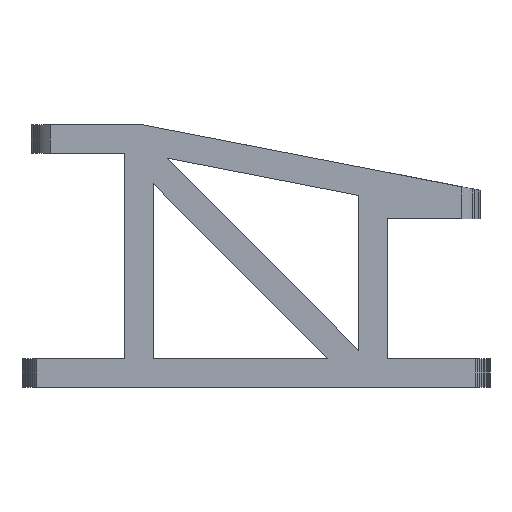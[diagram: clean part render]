
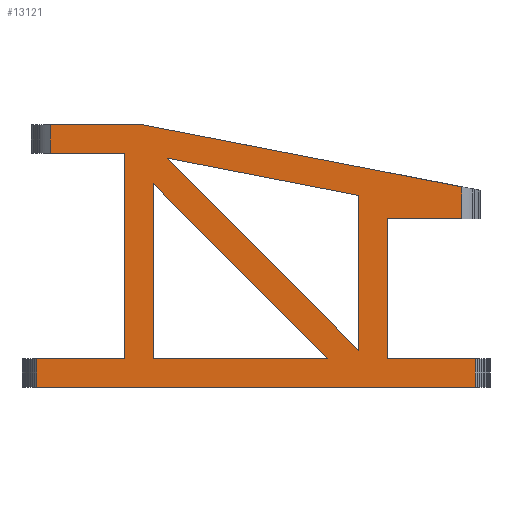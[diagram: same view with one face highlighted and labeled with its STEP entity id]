
A CAD part, front view. The second image highlights one B-rep face of the part: STEP entity #13121.
In plain terms, the highlighted free-form (B-spline) face has degree [3, 3] with [4, 4] control points.
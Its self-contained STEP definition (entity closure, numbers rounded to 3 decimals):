
#15=FACE_BOUND('',#1071,.T.);
#16=FACE_BOUND('',#1072,.T.);
#26=FACE_OUTER_BOUND('',#1070,.T.);
#1070=EDGE_LOOP('',(#7679,#7680,#7681,#7682,#7683,#7684,#7685,#7686,#7687,
#7688,#7689,#7690,#7691));
#1071=EDGE_LOOP('',(#7692,#7693,#7694));
#1072=EDGE_LOOP('',(#7695,#7696,#7697));
#2125=B_SPLINE_CURVE_WITH_KNOTS('',1,(#14206,#14207),.UNSPECIFIED.,.F.,
 .F.,(2,2),(0.,1.),.UNSPECIFIED.);
#2126=B_SPLINE_CURVE_WITH_KNOTS('',1,(#14209,#14210),.UNSPECIFIED.,.F.,
 .F.,(2,2),(0.,1.),.UNSPECIFIED.);
#2127=B_SPLINE_CURVE_WITH_KNOTS('',1,(#14212,#14213),.UNSPECIFIED.,.F.,
 .F.,(2,2),(0.,1.),.UNSPECIFIED.);
#2128=B_SPLINE_CURVE_WITH_KNOTS('',1,(#14215,#14216),.UNSPECIFIED.,.F.,
 .F.,(2,2),(0.,1.),.UNSPECIFIED.);
#2129=B_SPLINE_CURVE_WITH_KNOTS('',1,(#14218,#14219),.UNSPECIFIED.,.F.,
 .F.,(2,2),(0.,1.),.UNSPECIFIED.);
#2130=B_SPLINE_CURVE_WITH_KNOTS('',1,(#14221,#14222),.UNSPECIFIED.,.F.,
 .F.,(2,2),(0.,1.),.UNSPECIFIED.);
#2131=B_SPLINE_CURVE_WITH_KNOTS('',1,(#14224,#14225),.UNSPECIFIED.,.F.,
 .F.,(2,2),(0.,1.),.UNSPECIFIED.);
#2132=B_SPLINE_CURVE_WITH_KNOTS('',1,(#14227,#14228),.UNSPECIFIED.,.F.,
 .F.,(2,2),(0.,1.),.UNSPECIFIED.);
#2133=B_SPLINE_CURVE_WITH_KNOTS('',1,(#14230,#14231),.UNSPECIFIED.,.F.,
 .F.,(2,2),(0.,1.),.UNSPECIFIED.);
#2134=B_SPLINE_CURVE_WITH_KNOTS('',1,(#14233,#14234),.UNSPECIFIED.,.F.,
 .F.,(2,2),(0.,1.),.UNSPECIFIED.);
#2135=B_SPLINE_CURVE_WITH_KNOTS('',1,(#14236,#14237),.UNSPECIFIED.,.F.,
 .F.,(2,2),(0.,1.),.UNSPECIFIED.);
#2136=B_SPLINE_CURVE_WITH_KNOTS('',1,(#14239,#14240),.UNSPECIFIED.,.F.,
 .F.,(2,2),(0.,1.),.UNSPECIFIED.);
#2137=B_SPLINE_CURVE_WITH_KNOTS('',1,(#14241,#14242),.UNSPECIFIED.,.F.,
 .F.,(2,2),(0.,1.),.UNSPECIFIED.);
#2138=B_SPLINE_CURVE_WITH_KNOTS('',1,(#14245,#14246),.UNSPECIFIED.,.F.,
 .F.,(2,2),(0.,1.),.UNSPECIFIED.);
#2139=B_SPLINE_CURVE_WITH_KNOTS('',1,(#14248,#14249),.UNSPECIFIED.,.F.,
 .F.,(2,2),(0.,1.),.UNSPECIFIED.);
#2140=B_SPLINE_CURVE_WITH_KNOTS('',1,(#14250,#14251),.UNSPECIFIED.,.F.,
 .F.,(2,2),(0.,1.),.UNSPECIFIED.);
#2141=B_SPLINE_CURVE_WITH_KNOTS('',1,(#14254,#14255),.UNSPECIFIED.,.F.,
 .F.,(2,2),(0.,1.),.UNSPECIFIED.);
#2142=B_SPLINE_CURVE_WITH_KNOTS('',1,(#14257,#14258),.UNSPECIFIED.,.F.,
 .F.,(2,2),(0.,1.),.UNSPECIFIED.);
#2143=B_SPLINE_CURVE_WITH_KNOTS('',1,(#14259,#14260),.UNSPECIFIED.,.F.,
 .F.,(2,2),(0.,1.),.UNSPECIFIED.);
#4324=VERTEX_POINT('',#14204);
#4325=VERTEX_POINT('',#14205);
#4326=VERTEX_POINT('',#14208);
#4327=VERTEX_POINT('',#14211);
#4328=VERTEX_POINT('',#14214);
#4329=VERTEX_POINT('',#14217);
#4330=VERTEX_POINT('',#14220);
#4331=VERTEX_POINT('',#14223);
#4332=VERTEX_POINT('',#14226);
#4333=VERTEX_POINT('',#14229);
#4334=VERTEX_POINT('',#14232);
#4335=VERTEX_POINT('',#14235);
#4336=VERTEX_POINT('',#14238);
#4337=VERTEX_POINT('',#14243);
#4338=VERTEX_POINT('',#14244);
#4339=VERTEX_POINT('',#14247);
#4340=VERTEX_POINT('',#14252);
#4341=VERTEX_POINT('',#14253);
#4342=VERTEX_POINT('',#14256);
#5480=EDGE_CURVE('',#4324,#4325,#2125,.T.);
#5481=EDGE_CURVE('',#4325,#4326,#2126,.T.);
#5482=EDGE_CURVE('',#4326,#4327,#2127,.T.);
#5483=EDGE_CURVE('',#4327,#4328,#2128,.T.);
#5484=EDGE_CURVE('',#4328,#4329,#2129,.T.);
#5485=EDGE_CURVE('',#4329,#4330,#2130,.T.);
#5486=EDGE_CURVE('',#4330,#4331,#2131,.T.);
#5487=EDGE_CURVE('',#4331,#4332,#2132,.T.);
#5488=EDGE_CURVE('',#4332,#4333,#2133,.T.);
#5489=EDGE_CURVE('',#4333,#4334,#2134,.T.);
#5490=EDGE_CURVE('',#4334,#4335,#2135,.T.);
#5491=EDGE_CURVE('',#4335,#4336,#2136,.T.);
#5492=EDGE_CURVE('',#4336,#4324,#2137,.T.);
#5493=EDGE_CURVE('',#4337,#4338,#2138,.T.);
#5494=EDGE_CURVE('',#4338,#4339,#2139,.T.);
#5495=EDGE_CURVE('',#4339,#4337,#2140,.T.);
#5496=EDGE_CURVE('',#4340,#4341,#2141,.T.);
#5497=EDGE_CURVE('',#4341,#4342,#2142,.T.);
#5498=EDGE_CURVE('',#4342,#4340,#2143,.T.);
#7679=ORIENTED_EDGE('',*,*,#5480,.T.);
#7680=ORIENTED_EDGE('',*,*,#5481,.T.);
#7681=ORIENTED_EDGE('',*,*,#5482,.T.);
#7682=ORIENTED_EDGE('',*,*,#5483,.T.);
#7683=ORIENTED_EDGE('',*,*,#5484,.T.);
#7684=ORIENTED_EDGE('',*,*,#5485,.T.);
#7685=ORIENTED_EDGE('',*,*,#5486,.T.);
#7686=ORIENTED_EDGE('',*,*,#5487,.T.);
#7687=ORIENTED_EDGE('',*,*,#5488,.T.);
#7688=ORIENTED_EDGE('',*,*,#5489,.T.);
#7689=ORIENTED_EDGE('',*,*,#5490,.T.);
#7690=ORIENTED_EDGE('',*,*,#5491,.T.);
#7691=ORIENTED_EDGE('',*,*,#5492,.T.);
#7692=ORIENTED_EDGE('',*,*,#5493,.T.);
#7693=ORIENTED_EDGE('',*,*,#5494,.T.);
#7694=ORIENTED_EDGE('',*,*,#5495,.T.);
#7695=ORIENTED_EDGE('',*,*,#5496,.T.);
#7696=ORIENTED_EDGE('',*,*,#5497,.T.);
#7697=ORIENTED_EDGE('',*,*,#5498,.T.);
#12077=B_SPLINE_SURFACE_WITH_KNOTS('',3,3,((#14188,#14189,#14190,#14191),
(#14192,#14193,#14194,#14195),(#14196,#14197,#14198,#14199),(#14200,#14201,
#14202,#14203)),.UNSPECIFIED.,.F.,.F.,.F.,(4,4),(4,4),(0.,1.),(0.,1.),
 .UNSPECIFIED.);
#13121=ADVANCED_FACE('',(#26,#15,#16),#12077,.T.);
#14188=CARTESIAN_POINT('Ctrl Pts',(-1143.002,0.,1736.823));
#14189=CARTESIAN_POINT('Ctrl Pts',(-173.11,0.,1736.823));
#14190=CARTESIAN_POINT('Ctrl Pts',(796.782,0.,1736.823));
#14191=CARTESIAN_POINT('Ctrl Pts',(1766.674,0.,1736.823));
#14192=CARTESIAN_POINT('Ctrl Pts',(-1143.002,0.,766.931));
#14193=CARTESIAN_POINT('Ctrl Pts',(-173.11,0.,766.931));
#14194=CARTESIAN_POINT('Ctrl Pts',(796.782,0.,766.931));
#14195=CARTESIAN_POINT('Ctrl Pts',(1766.674,0.,766.931));
#14196=CARTESIAN_POINT('Ctrl Pts',(-1143.002,0.,-202.961));
#14197=CARTESIAN_POINT('Ctrl Pts',(-173.11,0.,-202.961));
#14198=CARTESIAN_POINT('Ctrl Pts',(796.782,0.,-202.961));
#14199=CARTESIAN_POINT('Ctrl Pts',(1766.674,0.,-202.961));
#14200=CARTESIAN_POINT('Ctrl Pts',(-1143.002,0.,-1172.852));
#14201=CARTESIAN_POINT('Ctrl Pts',(-173.11,0.,-1172.852));
#14202=CARTESIAN_POINT('Ctrl Pts',(796.782,0.,-1172.852));
#14203=CARTESIAN_POINT('Ctrl Pts',(1766.674,0.,-1172.852));
#14204=CARTESIAN_POINT('',(25.552,0.,656.427));
#14205=CARTESIAN_POINT('',(-228.448,0.,656.427));
#14206=CARTESIAN_POINT('Ctrl Pts',(25.552,0.,656.427));
#14207=CARTESIAN_POINT('Ctrl Pts',(-228.448,0.,656.427));
#14208=CARTESIAN_POINT('',(-228.448,0.,580.227));
#14209=CARTESIAN_POINT('Ctrl Pts',(-228.448,0.,656.427));
#14210=CARTESIAN_POINT('Ctrl Pts',(-228.448,0.,580.227));
#14211=CARTESIAN_POINT('',(-25.248,0.,580.227));
#14212=CARTESIAN_POINT('Ctrl Pts',(-228.448,0.,580.227));
#14213=CARTESIAN_POINT('Ctrl Pts',(-25.248,0.,580.227));
#14214=CARTESIAN_POINT('',(-25.248,0.,21.427));
#14215=CARTESIAN_POINT('Ctrl Pts',(-25.248,0.,580.227));
#14216=CARTESIAN_POINT('Ctrl Pts',(-25.248,0.,21.427));
#14217=CARTESIAN_POINT('',(-264.201,0.,21.427));
#14218=CARTESIAN_POINT('Ctrl Pts',(-25.248,0.,21.427));
#14219=CARTESIAN_POINT('Ctrl Pts',(-264.201,0.,21.427));
#14220=CARTESIAN_POINT('',(-264.201,0.,-54.773));
#14221=CARTESIAN_POINT('Ctrl Pts',(-264.201,0.,21.427));
#14222=CARTESIAN_POINT('Ctrl Pts',(-264.201,0.,-54.773));
#14223=CARTESIAN_POINT('',(924.904,0.,-54.773));
#14224=CARTESIAN_POINT('Ctrl Pts',(-264.201,0.,-54.773));
#14225=CARTESIAN_POINT('Ctrl Pts',(924.904,0.,-54.773));
#14226=CARTESIAN_POINT('',(924.904,0.,21.427));
#14227=CARTESIAN_POINT('Ctrl Pts',(924.904,0.,-54.773));
#14228=CARTESIAN_POINT('Ctrl Pts',(924.904,0.,21.427));
#14229=CARTESIAN_POINT('',(685.952,0.,21.427));
#14230=CARTESIAN_POINT('Ctrl Pts',(924.904,0.,21.427));
#14231=CARTESIAN_POINT('Ctrl Pts',(685.952,0.,21.427));
#14232=CARTESIAN_POINT('',(685.952,0.,402.427));
#14233=CARTESIAN_POINT('Ctrl Pts',(685.952,0.,21.427));
#14234=CARTESIAN_POINT('Ctrl Pts',(685.952,0.,402.427));
#14235=CARTESIAN_POINT('',(889.152,0.,402.427));
#14236=CARTESIAN_POINT('Ctrl Pts',(685.952,0.,402.427));
#14237=CARTESIAN_POINT('Ctrl Pts',(889.152,0.,402.427));
#14238=CARTESIAN_POINT('',(889.152,0.,488.505));
#14239=CARTESIAN_POINT('Ctrl Pts',(889.152,0.,402.427));
#14240=CARTESIAN_POINT('Ctrl Pts',(889.152,0.,488.505));
#14241=CARTESIAN_POINT('Ctrl Pts',(889.152,0.,488.505));
#14242=CARTESIAN_POINT('Ctrl Pts',(25.552,0.,656.427));
#14243=CARTESIAN_POINT('',(50.952,0.,497.195));
#14244=CARTESIAN_POINT('',(524.045,0.,21.427));
#14245=CARTESIAN_POINT('Ctrl Pts',(50.952,0.,497.195));
#14246=CARTESIAN_POINT('Ctrl Pts',(524.045,0.,21.427));
#14247=CARTESIAN_POINT('',(50.952,0.,21.427));
#14248=CARTESIAN_POINT('Ctrl Pts',(524.045,0.,21.427));
#14249=CARTESIAN_POINT('Ctrl Pts',(50.952,0.,21.427));
#14250=CARTESIAN_POINT('Ctrl Pts',(50.952,0.,21.427));
#14251=CARTESIAN_POINT('Ctrl Pts',(50.952,0.,497.195));
#14252=CARTESIAN_POINT('',(609.752,0.,43.304));
#14253=CARTESIAN_POINT('',(89.662,0.,566.334));
#14254=CARTESIAN_POINT('Ctrl Pts',(609.752,0.,43.304));
#14255=CARTESIAN_POINT('Ctrl Pts',(89.662,0.,566.334));
#14256=CARTESIAN_POINT('',(609.752,0.,465.205));
#14257=CARTESIAN_POINT('Ctrl Pts',(89.662,0.,566.334));
#14258=CARTESIAN_POINT('Ctrl Pts',(609.752,0.,465.205));
#14259=CARTESIAN_POINT('Ctrl Pts',(609.752,0.,465.205));
#14260=CARTESIAN_POINT('Ctrl Pts',(609.752,0.,43.304));
